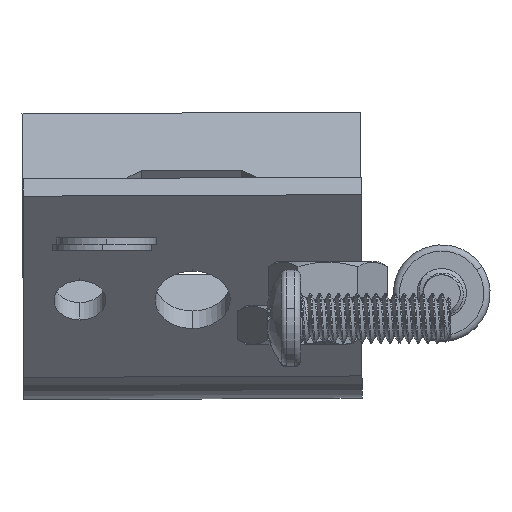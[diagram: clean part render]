
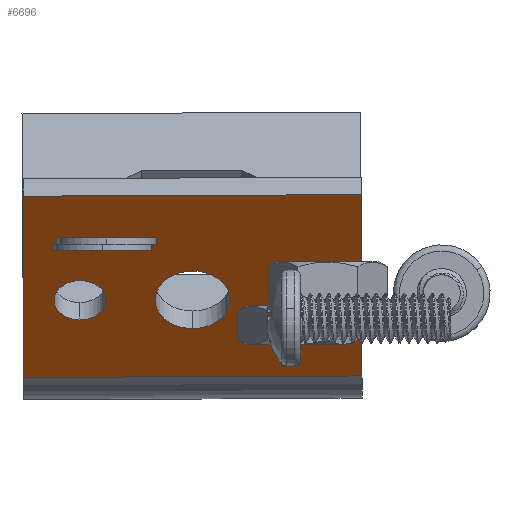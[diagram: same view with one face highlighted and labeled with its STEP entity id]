
A CAD part, front view. The second image highlights one B-rep face of the part: STEP entity #6696.
In plain terms, the highlighted face is planar.
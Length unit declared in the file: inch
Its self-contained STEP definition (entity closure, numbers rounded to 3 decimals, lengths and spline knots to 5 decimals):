
#56 = ORIENTED_EDGE ( 'NONE', *, *, #3772, .T. ) ;
#111 = LINE ( 'NONE', #9922, #8651 ) ;
#130 = VERTEX_POINT ( 'NONE', #4333 ) ;
#188 = DIRECTION ( 'NONE',  ( 0., -1., 0. ) ) ;
#531 = FACE_OUTER_BOUND ( 'NONE', #9627, .T. ) ;
#691 = ORIENTED_EDGE ( 'NONE', *, *, #10277, .F. ) ;
#707 = DIRECTION ( 'NONE',  ( 0., 0., -1. ) ) ;
#727 = CARTESIAN_POINT ( 'NONE',  ( 1.125, -0.09, 0.12 ) ) ;
#759 = FACE_BOUND ( 'NONE', #6891, .T. ) ;
#779 = DIRECTION ( 'NONE',  ( 0., -1., 0. ) ) ;
#798 = PLANE ( 'NONE',  #3151 ) ;
#1564 = CARTESIAN_POINT ( 'NONE',  ( 0.9375, -0.09, 0.541 ) ) ;
#1862 = DIRECTION ( 'NONE',  ( 0., 0., -1. ) ) ;
#1877 = CARTESIAN_POINT ( 'NONE',  ( 0., -0.09, 0.12 ) ) ;
#1909 = AXIS2_PLACEMENT_3D ( 'NONE', #2034, #7711, #2835 ) ;
#2034 = CARTESIAN_POINT ( 'NONE',  ( 0.9375, -0.09, 0.455 ) ) ;
#2309 = FACE_BOUND ( 'NONE', #6194, .T. ) ;
#2408 = VERTEX_POINT ( 'NONE', #8411 ) ;
#2466 = EDGE_CURVE ( 'NONE', #7030, #7822, #10132, .T. ) ;
#2544 = CIRCLE ( 'NONE', #9598, 0.125 ) ;
#2617 = VECTOR ( 'NONE', #8772, 39.37008 ) ;
#2835 = DIRECTION ( 'NONE',  ( 0., 0., -1. ) ) ;
#2905 = VECTOR ( 'NONE', #6256, 39.37008 ) ;
#3047 = CARTESIAN_POINT ( 'NONE',  ( 0., -0.09, 0.91 ) ) ;
#3151 = AXIS2_PLACEMENT_3D ( 'NONE', #727, #779, #707 ) ;
#3243 = ORIENTED_EDGE ( 'NONE', *, *, #4247, .T. ) ;
#3386 = VERTEX_POINT ( 'NONE', #5664 ) ;
#3459 = CARTESIAN_POINT ( 'NONE',  ( 0.1875, -0.09, 0.455 ) ) ;
#3772 = EDGE_CURVE ( 'NONE', #9761, #7822, #111, .T. ) ;
#3975 = EDGE_CURVE ( 'NONE', #6499, #8661, #7223, .T. ) ;
#4247 = EDGE_CURVE ( 'NONE', #7596, #9761, #4711, .T. ) ;
#4333 = CARTESIAN_POINT ( 'NONE',  ( 0.5625, -0.09, 0.33 ) ) ;
#4407 = CARTESIAN_POINT ( 'NONE',  ( 0.9375, -0.09, 0.455 ) ) ;
#4495 = DIRECTION ( 'NONE',  ( 0., 0., -1. ) ) ;
#4711 = LINE ( 'NONE', #9410, #2617 ) ;
#4760 = CARTESIAN_POINT ( 'NONE',  ( 1.125, -0.09, 0.12 ) ) ;
#4848 = DIRECTION ( 'NONE',  ( 0., 0., -1. ) ) ;
#4984 = ORIENTED_EDGE ( 'NONE', *, *, #9769, .F. ) ;
#5004 = LINE ( 'NONE', #6267, #2905 ) ;
#5195 = DIRECTION ( 'NONE',  ( 0., 0., -1. ) ) ;
#5218 = DIRECTION ( 'NONE',  ( 0., -1., 0. ) ) ;
#5257 = CARTESIAN_POINT ( 'NONE',  ( 0.5625, -0.09, 0.455 ) ) ;
#5384 = EDGE_CURVE ( 'NONE', #9772, #2408, #6481, .T. ) ;
#5492 = ORIENTED_EDGE ( 'NONE', *, *, #2466, .F. ) ;
#5550 = CIRCLE ( 'NONE', #7245, 0.086 ) ;
#5664 = CARTESIAN_POINT ( 'NONE',  ( 0.5625, -0.09, 0.58 ) ) ;
#5688 = CARTESIAN_POINT ( 'NONE',  ( 0.5625, -0.09, 0.455 ) ) ;
#5965 = ORIENTED_EDGE ( 'NONE', *, *, #8725, .F. ) ;
#6194 = EDGE_LOOP ( 'NONE', ( #691, #5965 ) ) ;
#6212 = AXIS2_PLACEMENT_3D ( 'NONE', #4407, #9361, #4495 ) ;
#6256 = DIRECTION ( 'NONE',  ( -1., 0., 0. ) ) ;
#6267 = CARTESIAN_POINT ( 'NONE',  ( 1.125, -0.09, 0.12 ) ) ;
#6392 = AXIS2_PLACEMENT_3D ( 'NONE', #3459, #7564, #1862 ) ;
#6481 = CIRCLE ( 'NONE', #6392, 0.086 ) ;
#6499 = VERTEX_POINT ( 'NONE', #1564 ) ;
#6616 = FACE_BOUND ( 'NONE', #8211, .T. ) ;
#6696 = ADVANCED_FACE ( 'NONE', ( #2309, #6616, #759, #531 ), #798, .T. ) ;
#6818 = CARTESIAN_POINT ( 'NONE',  ( 0.9375, -0.09, 0.369 ) ) ;
#6891 = EDGE_LOOP ( 'NONE', ( #4984, #8736 ) ) ;
#7030 = VERTEX_POINT ( 'NONE', #9780 ) ;
#7223 = CIRCLE ( 'NONE', #1909, 0.086 ) ;
#7245 = AXIS2_PLACEMENT_3D ( 'NONE', #9693, #9659, #9649 ) ;
#7333 = AXIS2_PLACEMENT_3D ( 'NONE', #5688, #188, #4848 ) ;
#7343 = ORIENTED_EDGE ( 'NONE', *, *, #7423, .F. ) ;
#7423 = EDGE_CURVE ( 'NONE', #7596, #7030, #5004, .T. ) ;
#7511 = CIRCLE ( 'NONE', #6212, 0.086 ) ;
#7546 = DIRECTION ( 'NONE',  ( 0., 0., 1. ) ) ;
#7564 = DIRECTION ( 'NONE',  ( 0., -1., 0. ) ) ;
#7596 = VERTEX_POINT ( 'NONE', #4760 ) ;
#7711 = DIRECTION ( 'NONE',  ( 0., -1., 0. ) ) ;
#7782 = ORIENTED_EDGE ( 'NONE', *, *, #3975, .F. ) ;
#7822 = VERTEX_POINT ( 'NONE', #3047 ) ;
#8211 = EDGE_LOOP ( 'NONE', ( #7782, #9910 ) ) ;
#8411 = CARTESIAN_POINT ( 'NONE',  ( 0.1875, -0.09, 0.541 ) ) ;
#8451 = CIRCLE ( 'NONE', #7333, 0.125 ) ;
#8607 = EDGE_CURVE ( 'NONE', #8661, #6499, #7511, .T. ) ;
#8651 = VECTOR ( 'NONE', #9113, 39.37008 ) ;
#8661 = VERTEX_POINT ( 'NONE', #6818 ) ;
#8725 = EDGE_CURVE ( 'NONE', #3386, #130, #8451, .T. ) ;
#8736 = ORIENTED_EDGE ( 'NONE', *, *, #5384, .F. ) ;
#8772 = DIRECTION ( 'NONE',  ( 0., 0., 1. ) ) ;
#9113 = DIRECTION ( 'NONE',  ( -1., 0., 0. ) ) ;
#9361 = DIRECTION ( 'NONE',  ( 0., -1., 0. ) ) ;
#9410 = CARTESIAN_POINT ( 'NONE',  ( 1.125, -0.09, 0.12 ) ) ;
#9598 = AXIS2_PLACEMENT_3D ( 'NONE', #5257, #5218, #5195 ) ;
#9627 = EDGE_LOOP ( 'NONE', ( #5492, #7343, #3243, #56 ) ) ;
#9649 = DIRECTION ( 'NONE',  ( 0., 0., -1. ) ) ;
#9659 = DIRECTION ( 'NONE',  ( 0., -1., 0. ) ) ;
#9675 = VECTOR ( 'NONE', #7546, 39.37008 ) ;
#9693 = CARTESIAN_POINT ( 'NONE',  ( 0.1875, -0.09, 0.455 ) ) ;
#9761 = VERTEX_POINT ( 'NONE', #9909 ) ;
#9769 = EDGE_CURVE ( 'NONE', #2408, #9772, #5550, .T. ) ;
#9772 = VERTEX_POINT ( 'NONE', #9874 ) ;
#9780 = CARTESIAN_POINT ( 'NONE',  ( 0., -0.09, 0.12 ) ) ;
#9874 = CARTESIAN_POINT ( 'NONE',  ( 0.1875, -0.09, 0.369 ) ) ;
#9909 = CARTESIAN_POINT ( 'NONE',  ( 1.125, -0.09, 0.91 ) ) ;
#9910 = ORIENTED_EDGE ( 'NONE', *, *, #8607, .F. ) ;
#9922 = CARTESIAN_POINT ( 'NONE',  ( 1.125, -0.09, 0.91 ) ) ;
#10132 = LINE ( 'NONE', #1877, #9675 ) ;
#10277 = EDGE_CURVE ( 'NONE', #130, #3386, #2544, .T. ) ;
